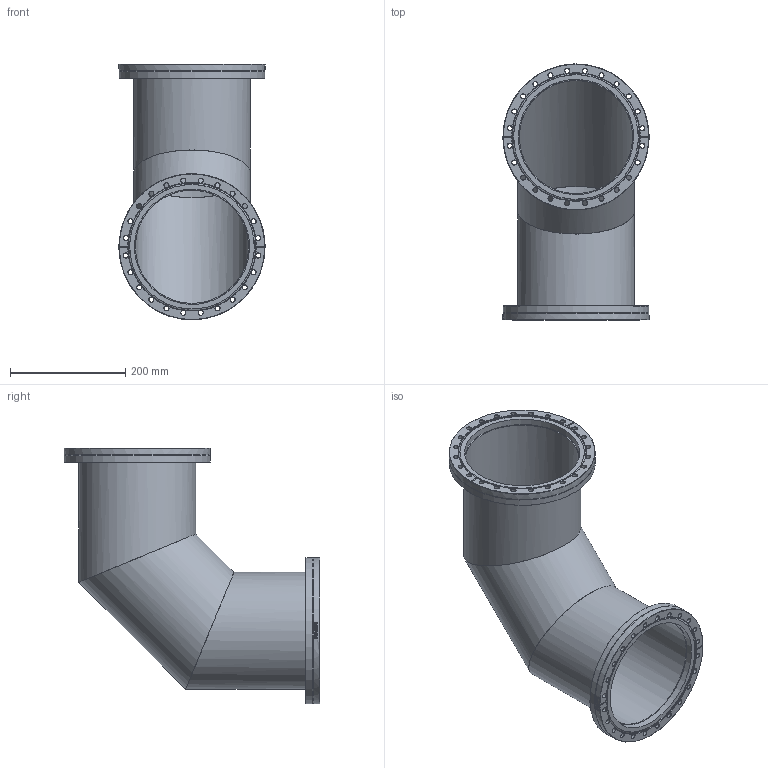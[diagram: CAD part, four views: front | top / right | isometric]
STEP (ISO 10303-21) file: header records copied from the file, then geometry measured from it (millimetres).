
FILE_DESCRIPTION(/* description */ (''),/* implementation_level */ '2;1');
FILE_NAME(/* name */ 'FL-MEHC-200CF.stp',/* time_stamp */ '2018-03-07T11:25:52+00:00',/* author */ ('paul'),/* organization */ (''),/* preprocessor_version */ 'ST-DEVELOPER v17',/* originating_system */ 'Autodesk Inventor 2018',/* authorisation */ '');
FILE_SCHEMA (('AUTOMOTIVE_DESIGN { 1 0 10303 214 3 1 1 }'));
Length unit declared in the file: millimetre
Products named in the file (6): FL-MEHC-200CF; FL-200CFR-203; FL-200CFR OUTER; FL-200CFR-203 INNER; end tube; centre tube
Assembly tree (7 placements, depth 3):
  FL-MEHC-200CF
    FL-200CFR-203  x2
      FL-200CFR OUTER
      FL-200CFR-203 INNER
    end tube  x2
    centre tube
Bounding box: 254 x 444.53 x 444.51 mm (x, y, z)
Volume: 1838712.9 mm3; surface area: 916839.1 mm2
Topology: 7 solids, 7 shells, 388 faces, 1190 edges, 786 vertices
Faces by surface type: cone 112, bspline 106, cylinder 88, plane 80, torus 2
Full cylindrical faces by diameter (mm): 8.4 x48, 197 x3, 200.4 x2, 203.2 x3, 203.7 x2, 211 x2, 222 x2, 222.2 x2, 254 x4
Entity records: 19750 total; most frequent: CARTESIAN_POINT 14331, ORIENTED_EDGE 1198, DIRECTION 981, EDGE_CURVE 599, AXIS2_PLACEMENT_3D 397, VERTEX_POINT 396, EDGE_LOOP 237, CIRCLE 232
